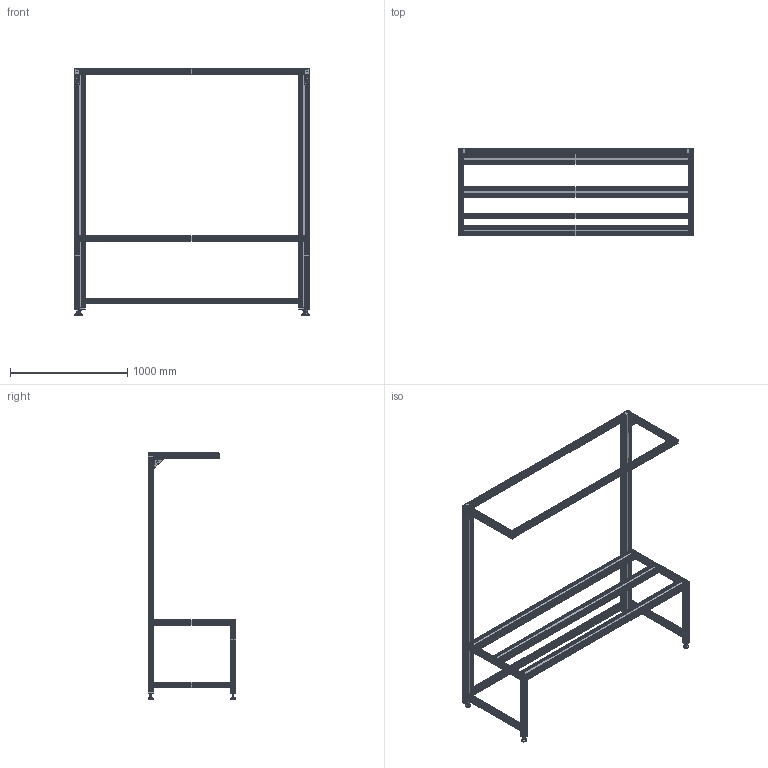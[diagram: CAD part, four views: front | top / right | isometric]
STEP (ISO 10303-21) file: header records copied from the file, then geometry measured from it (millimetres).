
FILE_DESCRIPTION(/* description */ (''),/* implementation_level */ '2;1');
FILE_NAME(/* name */ '32-0113-4FZ.001_Kastentisch S - 2000 mit Portalaufbau.step',/* time_stamp */ '2021-12-13T09:51:07+01:00',/* author */ ('Tobi'),/* organization */ (''),/* preprocessor_version */ 'ST-DEVELOPER v18.1',/* originating_system */ 'Autodesk Inventor 2021',/* authorisation */ '');
FILE_SCHEMA (('AUTOMOTIVE_DESIGN { 1 0 10303 214 3 1 1 }'));
Length unit declared in the file: millimetre
Products named in the file (24): 32-0113-4FZ.000; MTW_1-00164642; 20-1033-0FZ.001; leer; 20-1033-0FZ.001_1; 20-1033-0FZ.001_2; 20-1033-0FZ.001_3; leer_1; 22-1004-1FZ.001; 22-1007-1FZ.001; leer_2; leer_3; leer_4; 21-1038-1FZ.001; leer_5; 21-2902-0FZ.000; leer_6; leer_7; leer_8; leer_9; 21-1397-12FZ.000; leer_10; 21-1351-2FZ.005; leer_11
Assembly tree (52 placements, depth 4):
  32-0113-4FZ.000
    MTW_1-00164642  x2
    20-1033-0FZ.001  x2
    leer  x2
    20-1033-0FZ.001_1  x4
    20-1033-0FZ.001_2
    20-1033-0FZ.001_3  x2
    leer_1  x3
    22-1004-1FZ.001  x2
    22-1007-1FZ.001  x2
    leer_2  x2
      21-2902-0FZ.000
      leer_6
      leer_7
      leer_8
    leer_3  x2
      leer_4
        21-1038-1FZ.001
        leer_10  x2
      leer_5
        21-2902-0FZ.000
        leer_6
        leer_7
        leer_8
    leer_9  x2
      21-1397-12FZ.000
      leer_10
      21-1351-2FZ.005
      leer_11
Bounding box: 2000 x 745 x 2103 mm (x, y, z)
Volume: 19799505.6 mm3; surface area: 14345701.7 mm2
Topology: 68 solids, 68 shells, 3478 faces, 9824 edges, 6510 vertices
Faces by surface type: plane 1856, cylinder 1484, cone 64, torus 42, bspline 16, sphere 16
Full cylindrical faces by diameter (mm): 5 x6, 5.5 x6, 8 x20, 8.376 x6, 8.4 x8, 9 x4, 10 x4, 12 x4, 13 x12, 15 x12, 16 x8, 37 x8, 45 x4
Entity records: 47564 total; most frequent: CARTESIAN_POINT 8333, DIRECTION 7990, ORIENTED_EDGE 7822, EDGE_CURVE 3911, AXIS2_PLACEMENT_3D 2698, VERTEX_POINT 2597, LINE 2594, VECTOR 2594
